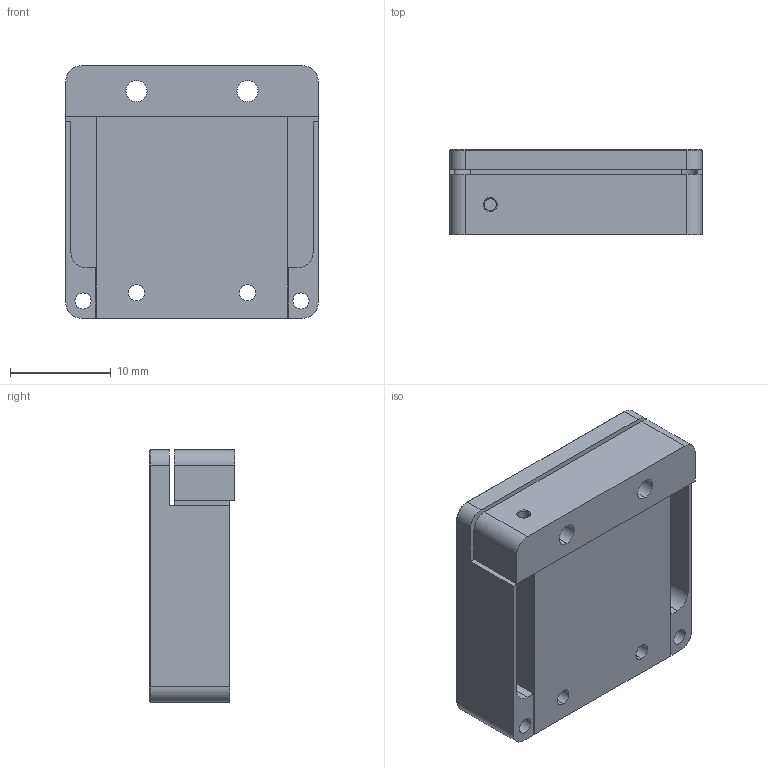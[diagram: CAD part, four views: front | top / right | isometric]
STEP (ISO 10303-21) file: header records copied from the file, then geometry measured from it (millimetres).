
FILE_DESCRIPTION (( 'STEP AP214' ), '1' );
FILE_NAME ('Scanner25_z_web.STEP', '2022-12-23T04:14:35', ( '' ), ( '' ), 'SwSTEP 2.0', 'SolidWorks 2020', '' );
FILE_SCHEMA (( 'AUTOMOTIVE_DESIGN' ));
Length unit declared in the file: millimetre
Products named in the file (3): 葩璃 S25z_part2^Scanner25_z_web; Scanner25_z_web; 葩璃 S25z_part1^Scanner25_z_web
Assembly tree (2 placements, depth 2):
  Scanner25_z_web
    葩璃 S25z_part1^Scanner25_z_web
    葩璃 S25z_part2^Scanner25_z_web
Bounding box: 25 x 8.5 x 25 mm (x, y, z)
Volume: 4169.6 mm3; surface area: 3877.3 mm2
Topology: 2 solids, 2 shells, 131 faces, 324 edges, 202 vertices
Faces by surface type: cylinder 58, cone 38, plane 35
Entity records: 4394 total; most frequent: DIRECTION 750, CARTESIAN_POINT 662, ORIENTED_EDGE 648, EDGE_CURVE 324, AXIS2_PLACEMENT_3D 290, VERTEX_POINT 202, EDGE_LOOP 176, LINE 170
